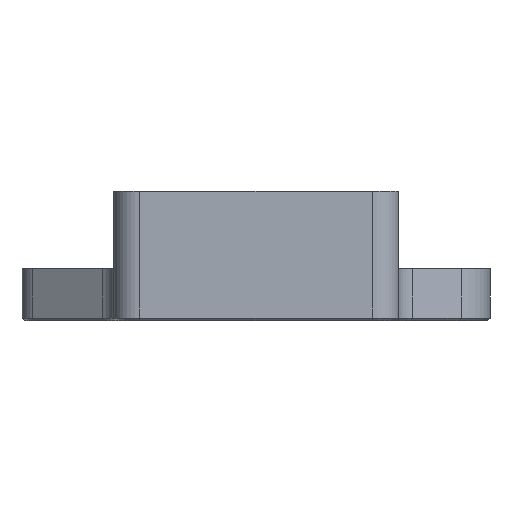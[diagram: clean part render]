
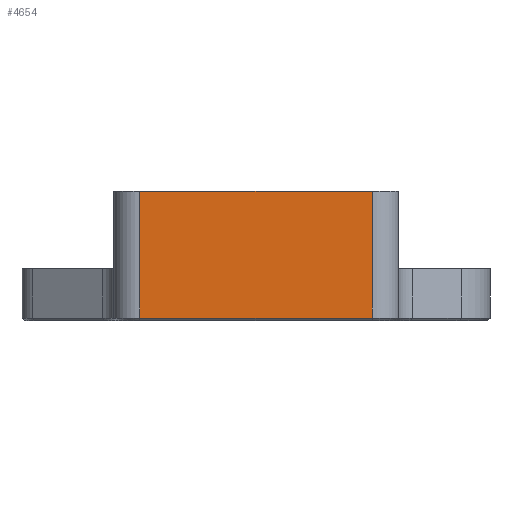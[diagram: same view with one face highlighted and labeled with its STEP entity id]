
A CAD part, left-side view. The second image highlights one B-rep face of the part: STEP entity #4654.
In plain terms, the highlighted planar face has unit normal (-1, 0, 0).
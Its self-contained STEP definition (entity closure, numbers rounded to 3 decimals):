
#205 = VERTEX_POINT ( 'NONE', #3383 ) ;
#381 = VERTEX_POINT ( 'NONE', #3761 ) ;
#442 = ORIENTED_EDGE ( 'NONE', *, *, #2407, .T. ) ;
#580 = CARTESIAN_POINT ( 'NONE',  ( -34.988, -68.995, -156.541 ) ) ;
#849 = CARTESIAN_POINT ( 'NONE',  ( -34.988, -68.995, -156.541 ) ) ;
#1586 = ORIENTED_EDGE ( 'NONE', *, *, #5031, .T. ) ;
#2129 = AXIS2_PLACEMENT_3D ( 'NONE', #580, #4634, #4192 ) ;
#2407 = EDGE_CURVE ( 'NONE', #4913, #381, #2622, .T. ) ;
#2597 = PLANE ( 'NONE',  #2129 ) ;
#2622 = LINE ( 'NONE', #3423, #5039 ) ;
#2641 = DIRECTION ( 'NONE',  ( 0., 0., 1. ) ) ;
#2923 = EDGE_CURVE ( 'NONE', #4913, #205, #5196, .T. ) ;
#2943 = ORIENTED_EDGE ( 'NONE', *, *, #2923, .F. ) ;
#3051 = VECTOR ( 'NONE', #5171, 1000. ) ;
#3126 = LINE ( 'NONE', #3567, #3051 ) ;
#3190 = EDGE_LOOP ( 'NONE', ( #2943, #442, #1586, #4701 ) ) ;
#3383 = CARTESIAN_POINT ( 'NONE',  ( -34.988, -68.995, -146.541 ) ) ;
#3423 = CARTESIAN_POINT ( 'NONE',  ( -34.988, -86.995, -156.341 ) ) ;
#3424 = VERTEX_POINT ( 'NONE', #5019 ) ;
#3449 = FACE_OUTER_BOUND ( 'NONE', #3190, .T. ) ;
#3567 = CARTESIAN_POINT ( 'NONE',  ( -34.988, -68.995, -146.541 ) ) ;
#3761 = CARTESIAN_POINT ( 'NONE',  ( -34.988, -86.995, -156.341 ) ) ;
#3835 = CARTESIAN_POINT ( 'NONE',  ( -34.988, -86.995, -156.541 ) ) ;
#3959 = VECTOR ( 'NONE', #4336, 1000. ) ;
#4070 = EDGE_CURVE ( 'NONE', #3424, #205, #3126, .T. ) ;
#4192 = DIRECTION ( 'NONE',  ( 0., 0., -1. ) ) ;
#4258 = LINE ( 'NONE', #3835, #4422 ) ;
#4336 = DIRECTION ( 'NONE',  ( 0., 0., 1. ) ) ;
#4422 = VECTOR ( 'NONE', #2641, 1000. ) ;
#4548 = CARTESIAN_POINT ( 'NONE',  ( -34.988, -68.995, -156.341 ) ) ;
#4634 = DIRECTION ( 'NONE',  ( 1., 0., 0. ) ) ;
#4654 = ADVANCED_FACE ( 'NONE', ( #3449 ), #2597, .F. ) ;
#4701 = ORIENTED_EDGE ( 'NONE', *, *, #4070, .T. ) ;
#4913 = VERTEX_POINT ( 'NONE', #4548 ) ;
#5019 = CARTESIAN_POINT ( 'NONE',  ( -34.988, -86.995, -146.541 ) ) ;
#5020 = DIRECTION ( 'NONE',  ( 0., -1., 0. ) ) ;
#5031 = EDGE_CURVE ( 'NONE', #381, #3424, #4258, .T. ) ;
#5039 = VECTOR ( 'NONE', #5020, 1000. ) ;
#5171 = DIRECTION ( 'NONE',  ( 0., 1., 0. ) ) ;
#5196 = LINE ( 'NONE', #849, #3959 ) ;
